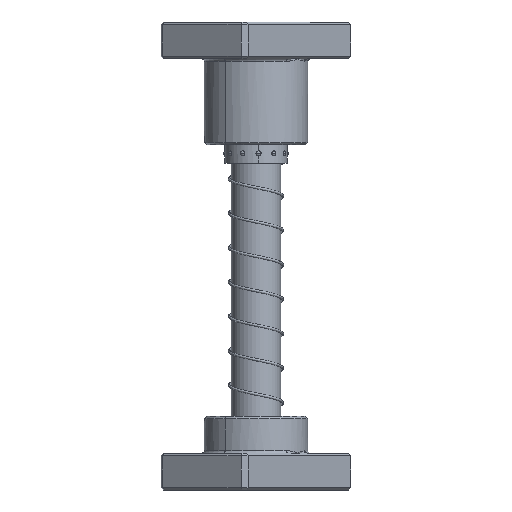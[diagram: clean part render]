
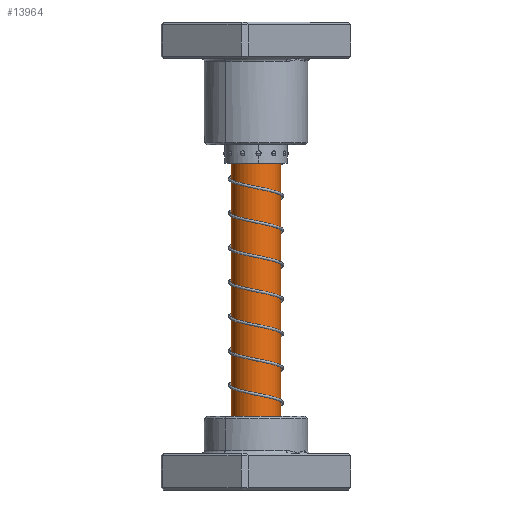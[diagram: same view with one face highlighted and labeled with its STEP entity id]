
A CAD part, front view. The second image highlights one B-rep face of the part: STEP entity #13964.
In plain terms, the highlighted cylindrical face has radius 10 mm (diameter 20 mm), a partial arc.
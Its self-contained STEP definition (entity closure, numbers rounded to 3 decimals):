
#2700 = CIRCLE ( 'NONE', #31320, 10. ) ;
#5140 = DIRECTION ( 'NONE',  ( 0., 0., -1. ) ) ;
#5565 = VECTOR ( 'NONE', #28053, 1000. ) ;
#7034 = CARTESIAN_POINT ( 'NONE',  ( 10., 0., 157.5 ) ) ;
#8230 = ORIENTED_EDGE ( 'NONE', *, *, #9306, .T. ) ;
#8748 = CYLINDRICAL_SURFACE ( 'NONE', #27171, 10. ) ;
#9306 = EDGE_CURVE ( 'NONE', #15422, #30860, #2700, .T. ) ;
#10717 = CARTESIAN_POINT ( 'NONE',  ( -10., 0., 160. ) ) ;
#10914 = CARTESIAN_POINT ( 'NONE',  ( 10., 0., 160. ) ) ;
#11310 = DIRECTION ( 'NONE',  ( 0., 0., -1. ) ) ;
#12584 = EDGE_CURVE ( 'NONE', #36665, #34483, #30828, .T. ) ;
#13964 = ADVANCED_FACE ( 'NONE', ( #23994 ), #8748, .T. ) ;
#14116 = CARTESIAN_POINT ( 'NONE',  ( 0., 0., 157.5 ) ) ;
#15422 = VERTEX_POINT ( 'NONE', #7034 ) ;
#15424 = EDGE_LOOP ( 'NONE', ( #18218, #8230, #34524, #29012 ) ) ;
#16142 = AXIS2_PLACEMENT_3D ( 'NONE', #28445, #11310, #31310 ) ;
#16495 = CARTESIAN_POINT ( 'NONE',  ( -10., 0., 157.5 ) ) ;
#17002 = DIRECTION ( 'NONE',  ( 1., 0., 0. ) ) ;
#17792 = EDGE_CURVE ( 'NONE', #15422, #36665, #35100, .T. ) ;
#17800 = CARTESIAN_POINT ( 'NONE',  ( -10., 0., 19. ) ) ;
#18218 = ORIENTED_EDGE ( 'NONE', *, *, #17792, .F. ) ;
#19325 = DIRECTION ( 'NONE',  ( -1., 0., 0. ) ) ;
#21807 = CARTESIAN_POINT ( 'NONE',  ( 10., 0., 19. ) ) ;
#22307 = CARTESIAN_POINT ( 'NONE',  ( 0., 0., 160. ) ) ;
#23994 = FACE_OUTER_BOUND ( 'NONE', #15424, .T. ) ;
#26088 = EDGE_CURVE ( 'NONE', #30860, #34483, #35394, .T. ) ;
#27171 = AXIS2_PLACEMENT_3D ( 'NONE', #22307, #5140, #19325 ) ;
#27780 = VECTOR ( 'NONE', #36480, 1000. ) ;
#28053 = DIRECTION ( 'NONE',  ( 0., 0., -1. ) ) ;
#28445 = CARTESIAN_POINT ( 'NONE',  ( 0., 0., 19. ) ) ;
#29012 = ORIENTED_EDGE ( 'NONE', *, *, #12584, .F. ) ;
#30828 = CIRCLE ( 'NONE', #16142, 10. ) ;
#30860 = VERTEX_POINT ( 'NONE', #16495 ) ;
#31310 = DIRECTION ( 'NONE',  ( -1., 0., 0. ) ) ;
#31320 = AXIS2_PLACEMENT_3D ( 'NONE', #14116, #34104, #17002 ) ;
#34104 = DIRECTION ( 'NONE',  ( 0., 0., -1. ) ) ;
#34483 = VERTEX_POINT ( 'NONE', #17800 ) ;
#34524 = ORIENTED_EDGE ( 'NONE', *, *, #26088, .T. ) ;
#35100 = LINE ( 'NONE', #10914, #5565 ) ;
#35394 = LINE ( 'NONE', #10717, #27780 ) ;
#36480 = DIRECTION ( 'NONE',  ( 0., 0., -1. ) ) ;
#36665 = VERTEX_POINT ( 'NONE', #21807 ) ;
